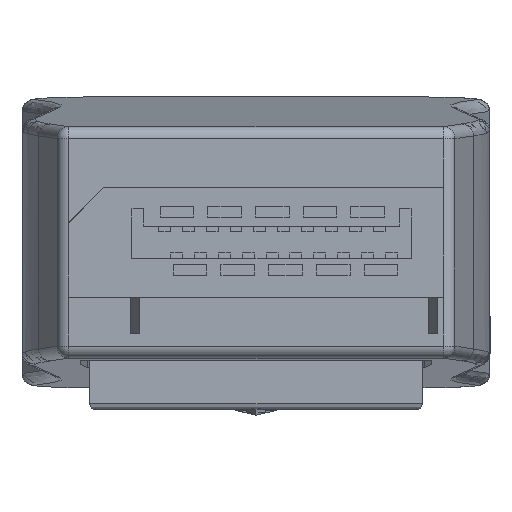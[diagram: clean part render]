
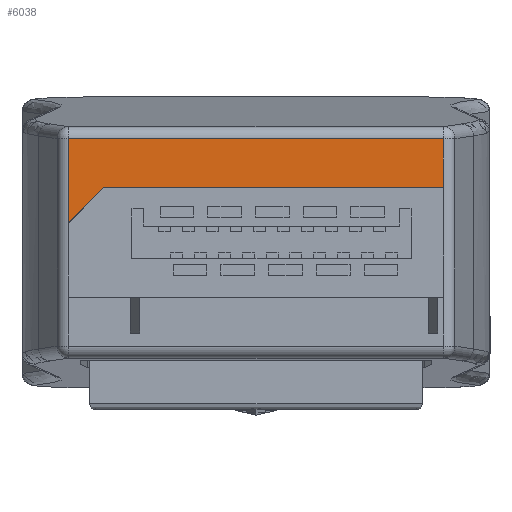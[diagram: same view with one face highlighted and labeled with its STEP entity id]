
A CAD part, front view. The second image highlights one B-rep face of the part: STEP entity #6038.
In plain terms, the highlighted face is planar.
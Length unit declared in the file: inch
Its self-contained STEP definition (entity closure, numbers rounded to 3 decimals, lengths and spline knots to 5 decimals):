
#5807 = EDGE_CURVE ( 'NONE', #6065, #5808, #12802, .T. ) ;
#5808 = VERTEX_POINT ( 'NONE', #12798 ) ;
#5934 = EDGE_CURVE ( 'NONE', #5808, #5994, #12915, .T. ) ;
#5975 = ORIENTED_EDGE ( 'NONE', *, *, #5982, .F. ) ;
#5982 = EDGE_CURVE ( 'NONE', #6062, #5994, #13318, .T. ) ;
#5990 = ORIENTED_EDGE ( 'NONE', *, *, #5934, .T. ) ;
#5994 = VERTEX_POINT ( 'NONE', #13303 ) ;
#6038 = ADVANCED_FACE ( 'NONE', ( #13231 ), #13230, .T. ) ;
#6039 = ORIENTED_EDGE ( 'NONE', *, *, #6040, .F. ) ;
#6040 = EDGE_CURVE ( 'NONE', #6061, #6062, #13225, .T. ) ;
#6058 = EDGE_LOOP ( 'NONE', ( #6039, #6063, #6066, #5990, #5975 ) ) ;
#6061 = VERTEX_POINT ( 'NONE', #13268 ) ;
#6062 = VERTEX_POINT ( 'NONE', #13344 ) ;
#6063 = ORIENTED_EDGE ( 'NONE', *, *, #6064, .T. ) ;
#6064 = EDGE_CURVE ( 'NONE', #6061, #6065, #13343, .T. ) ;
#6065 = VERTEX_POINT ( 'NONE', #13339 ) ;
#6066 = ORIENTED_EDGE ( 'NONE', *, *, #5807, .T. ) ;
#12798 = CARTESIAN_POINT ( 'NONE',  ( 0.07826, 0.07086, -1.476 ) ) ;
#12799 = DIRECTION ( 'NONE',  ( -1., 0., 0. ) ) ;
#12800 = VECTOR ( 'NONE', #12799, 39.37008 ) ;
#12801 = CARTESIAN_POINT ( 'NONE',  ( 0., 0.07086, -1.476 ) ) ;
#12802 = LINE ( 'NONE', #12801, #12800 ) ;
#12912 = DIRECTION ( 'NONE',  ( 0., 1., 0. ) ) ;
#12913 = VECTOR ( 'NONE', #12912, 39.37008 ) ;
#12914 = CARTESIAN_POINT ( 'NONE',  ( 0.07826, 0.43846, -1.476 ) ) ;
#12915 = LINE ( 'NONE', #12914, #12913 ) ;
#13222 = DIRECTION ( 'NONE',  ( -1., 0., 0. ) ) ;
#13223 = VECTOR ( 'NONE', #13222, 39.37008 ) ;
#13224 = CARTESIAN_POINT ( 'NONE',  ( 0.7075, 0.153, -1.476 ) ) ;
#13225 = LINE ( 'NONE', #13224, #13223 ) ;
#13226 = DIRECTION ( 'NONE',  ( -1., 0., 0. ) ) ;
#13227 = DIRECTION ( 'NONE',  ( 0., 0., -1. ) ) ;
#13228 = AXIS2_PLACEMENT_3D ( 'NONE', #13229, #13227, #13226 ) ;
#13229 = CARTESIAN_POINT ( 'NONE',  ( 0., 0.49, -1.476 ) ) ;
#13230 = PLANE ( 'NONE',  #13228 ) ;
#13231 = FACE_OUTER_BOUND ( 'NONE', #6058, .T. ) ;
#13268 = CARTESIAN_POINT ( 'NONE',  ( 0.70674, 0.153, -1.476 ) ) ;
#13303 = CARTESIAN_POINT ( 'NONE',  ( 0.07826, 0.21224, -1.476 ) ) ;
#13315 = DIRECTION ( 'NONE',  ( -0.707, 0.707, 0. ) ) ;
#13316 = VECTOR ( 'NONE', #13315, 39.37008 ) ;
#13317 = CARTESIAN_POINT ( 'NONE',  ( 0.1375, 0.153, -1.476 ) ) ;
#13318 = LINE ( 'NONE', #13317, #13316 ) ;
#13339 = CARTESIAN_POINT ( 'NONE',  ( 0.70674, 0.07086, -1.476 ) ) ;
#13340 = DIRECTION ( 'NONE',  ( 0., -1., 0. ) ) ;
#13341 = VECTOR ( 'NONE', #13340, 39.37008 ) ;
#13342 = CARTESIAN_POINT ( 'NONE',  ( 0.70674, 0.05154, -1.476 ) ) ;
#13343 = LINE ( 'NONE', #13342, #13341 ) ;
#13344 = CARTESIAN_POINT ( 'NONE',  ( 0.1375, 0.153, -1.476 ) ) ;
